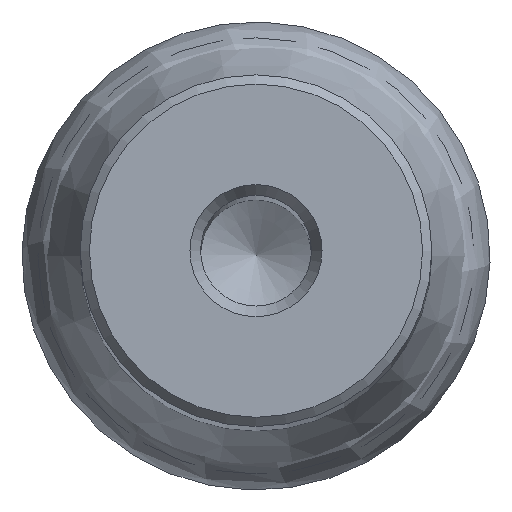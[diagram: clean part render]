
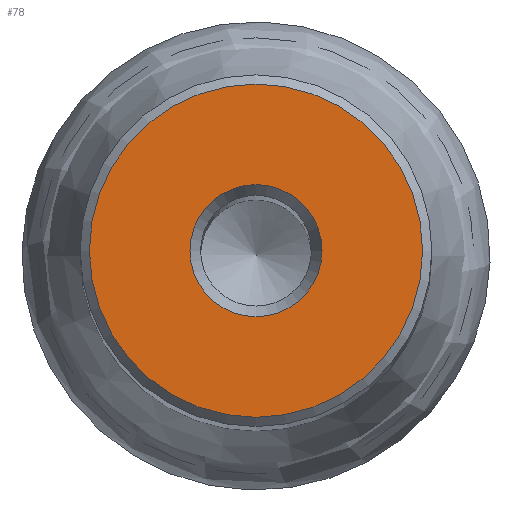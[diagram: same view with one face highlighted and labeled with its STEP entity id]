
A CAD part, top view. The second image highlights one B-rep face of the part: STEP entity #78.
In plain terms, the highlighted planar face has unit normal (0, 0, 1).
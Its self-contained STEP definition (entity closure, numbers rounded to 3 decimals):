
#58=PLANE('',#251);
#78=ADVANCED_FACE('',(#107,#108),#58,.T.);
#107=FACE_BOUND('',#139,.T.);
#108=FACE_BOUND('',#140,.T.);
#139=EDGE_LOOP('',(#169));
#140=EDGE_LOOP('',(#170));
#169=ORIENTED_EDGE('',*,*,#208,.T.);
#170=ORIENTED_EDGE('',*,*,#209,.T.);
#191=VERTEX_POINT('',#359);
#192=VERTEX_POINT('',#361);
#208=EDGE_CURVE('',#191,#191,#223,.T.);
#209=EDGE_CURVE('',#192,#192,#224,.T.);
#223=CIRCLE('',#249,3.577);
#224=CIRCLE('',#250,9.025);
#249=AXIS2_PLACEMENT_3D('',#358,#301,#302);
#250=AXIS2_PLACEMENT_3D('',#360,#303,#304);
#251=AXIS2_PLACEMENT_3D('',#362,#305,#306);
#301=DIRECTION('',(0.,0.,-1.));
#302=DIRECTION('',(-1.,0.,0.));
#303=DIRECTION('',(0.,0.,1.));
#304=DIRECTION('',(1.,0.,0.));
#305=DIRECTION('',(0.,0.,1.));
#306=DIRECTION('',(1.,0.,0.));
#358=CARTESIAN_POINT('',(0.,0.,136.18));
#359=CARTESIAN_POINT('',(-3.577,0.,136.18));
#360=CARTESIAN_POINT('',(0.,0.,136.18));
#361=CARTESIAN_POINT('',(9.025,0.,136.18));
#362=CARTESIAN_POINT('',(0.,0.,136.18));
